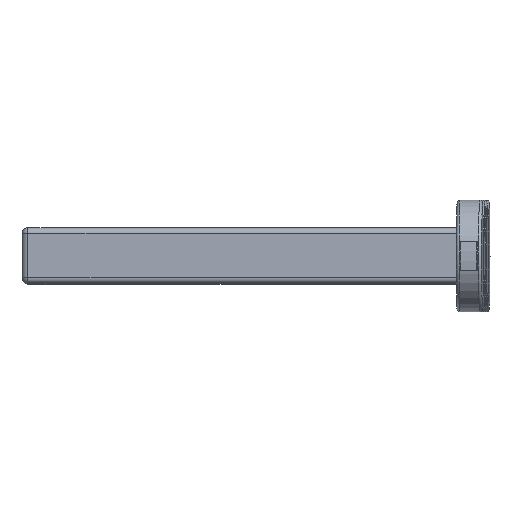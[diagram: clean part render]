
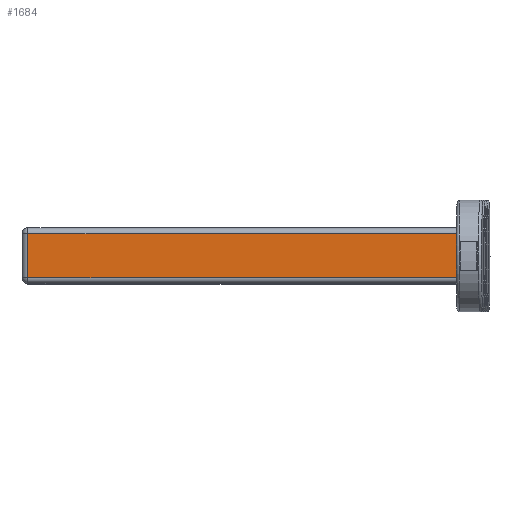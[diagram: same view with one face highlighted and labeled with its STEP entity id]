
A CAD part, left-side view. The second image highlights one B-rep face of the part: STEP entity #1684.
In plain terms, the highlighted planar face has unit normal (-1, 0.015, 0.013).
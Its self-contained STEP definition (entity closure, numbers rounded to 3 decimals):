
#255=FACE_OUTER_BOUND('',#362,.T.);
#362=EDGE_LOOP('',(#1266,#1267,#1268,#1269));
#470=LINE('',#2713,#590);
#478=LINE('',#2764,#598);
#487=LINE('',#2792,#607);
#488=LINE('',#2794,#608);
#590=VECTOR('',#2132,10.);
#598=VECTOR('',#2190,10.);
#607=VECTOR('',#2231,10.);
#608=VECTOR('',#2234,10.);
#723=VERTEX_POINT('',#2710);
#724=VERTEX_POINT('',#2712);
#741=VERTEX_POINT('',#2761);
#742=VERTEX_POINT('',#2763);
#899=EDGE_CURVE('',#724,#723,#470,.T.);
#924=EDGE_CURVE('',#741,#742,#478,.T.);
#939=EDGE_CURVE('',#723,#742,#487,.T.);
#940=EDGE_CURVE('',#724,#741,#488,.T.);
#1266=ORIENTED_EDGE('',*,*,#924,.F.);
#1267=ORIENTED_EDGE('',*,*,#940,.F.);
#1268=ORIENTED_EDGE('',*,*,#899,.T.);
#1269=ORIENTED_EDGE('',*,*,#939,.T.);
#1625=PLANE('',#1861);
#1684=ADVANCED_FACE('',(#255),#1625,.T.);
#1861=AXIS2_PLACEMENT_3D('',#2793,#2232,#2233);
#2132=DIRECTION('',(0.013,0.,1.));
#2190=DIRECTION('',(0.013,0.,1.));
#2231=DIRECTION('',(0.015,1.,0.));
#2232=DIRECTION('center_axis',(-1.,0.015,0.013));
#2233=DIRECTION('ref_axis',(0.013,0.,1.));
#2234=DIRECTION('',(0.015,1.,0.));
#2710=CARTESIAN_POINT('',(-8.785,-11.381,5.25));
#2712=CARTESIAN_POINT('',(-8.824,-11.38,2.3));
#2713=CARTESIAN_POINT('',(-8.824,-11.38,2.3));
#2761=CARTESIAN_POINT('',(-8.394,17.367,2.3));
#2763=CARTESIAN_POINT('',(-8.355,17.366,5.25));
#2764=CARTESIAN_POINT('',(-8.385,17.366,3.037));
#2792=CARTESIAN_POINT('',(-8.785,-11.381,5.25));
#2793=CARTESIAN_POINT('Origin',(-8.824,-11.38,2.3));
#2794=CARTESIAN_POINT('',(-8.824,-11.38,2.3));
